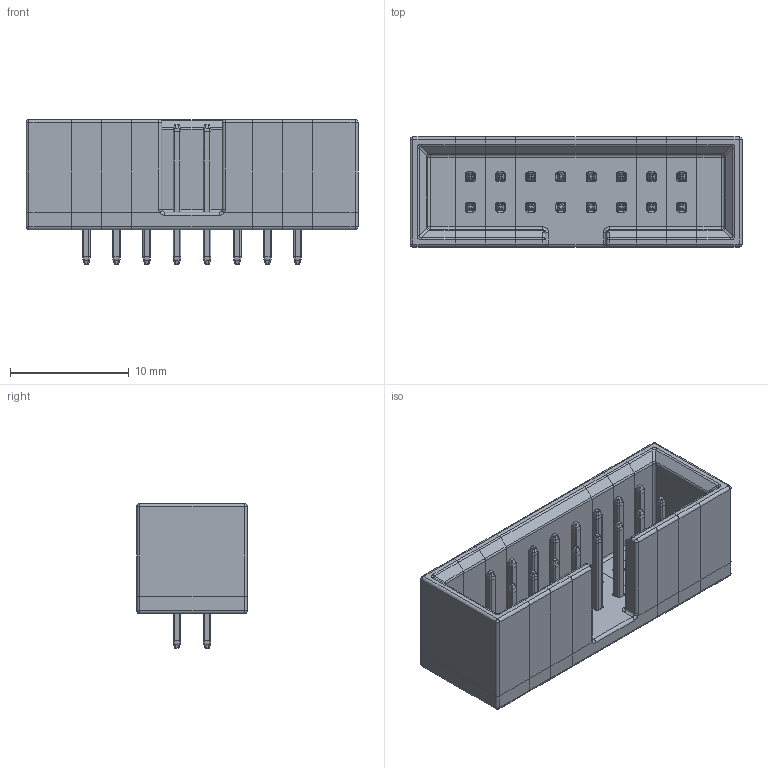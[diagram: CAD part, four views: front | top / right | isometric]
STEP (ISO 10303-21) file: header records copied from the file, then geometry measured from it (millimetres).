
FILE_DESCRIPTION(('FreeCAD Model'),'2;1');
FILE_NAME('Open CASCADE Shape Model','2023-08-12T01:52:11',(''),(''), 'Open CASCADE STEP processor 7.6','FreeCAD','Unknown');
FILE_SCHEMA(('AUTOMOTIVE_DESIGN { 1 0 10303 214 1 1 1 1 }'));
Length unit declared in the file: millimetre
Products named in the file (9): Unnamed; Terminals; Terminals_Single; MidCasing_Even; LeftMidCasing; MidCasing_Single; RightMidCasing; EdgeCasing; EdgeCasing_OneSide
Assembly tree (27 placements, depth 3):
  Unnamed
    Terminals
      Terminals_Single  x16
    MidCasing_Even
    LeftMidCasing
      MidCasing_Single  x2
    RightMidCasing
      MidCasing_Single  x2
    EdgeCasing
      EdgeCasing_OneSide  x2
Bounding box: 27.94 x 9.27 x 12.19 mm (x, y, z)
Volume: 1147.1 mm3; surface area: 2496.2 mm2
Topology: 23 solids, 23 shells, 1717 faces, 3887 edges, 2072 vertices
Faces by surface type: cylinder 751, plane 420, bspline 398, torus 132, sphere 16
Entity records: 29245 total; most frequent: CARTESIAN_POINT 8010, DIRECTION 4136, LINE 2312, VECTOR 2312, ORIENTED_EDGE 2068, PCURVE 2068, DEFINITIONAL_REPRESENTATION 2068, EDGE_CURVE 1034
